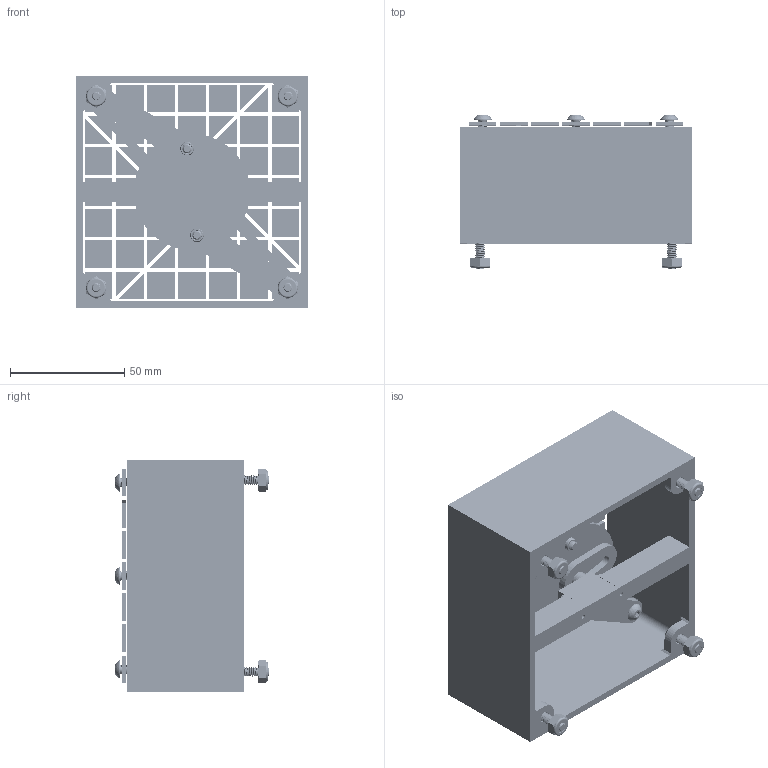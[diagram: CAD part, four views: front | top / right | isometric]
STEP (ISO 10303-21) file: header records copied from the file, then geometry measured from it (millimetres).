
FILE_DESCRIPTION(/* description */ (''),/* implementation_level */ '2;1');
FILE_NAME(/* name */ 'Unit.stp',/* time_stamp */ '2023-03-30T19:02:16-04:00',/* author */ ('byrne'),/* organization */ (''),/* preprocessor_version */ 'ST-DEVELOPER v18.1',/* originating_system */ 'Autodesk Inventor 2022',/* authorisation */ '');
FILE_SCHEMA (('AUTOMOTIVE_DESIGN { 1 0 10303 214 3 1 1 }'));
Length unit declared in the file: inch
Products named in the file (11): Unit; Frame; #39108; Thingy; arm for thingy; Standoffs; 93365A140_Tapered Heat-Set Inserts for Plastic; 98164A134_316 Stainless Steel Button Head Hex Drive Screw; Flasher; 98164A450_316 Stainless Steel Button Head Hex Drive Screw; 90633A009_Low-Strength Steel Thin Nylon-Insert Locknut
Assembly tree (30 placements, depth 2):
  Unit
    Frame
    #39108
    Thingy
    arm for thingy  x2
    Standoffs  x2
    93365A140_Tapered Heat-Set Inserts for Plastic  x7
    98164A134_316 Stainless Steel Button Head Hex Drive Screw  x7
    Flasher
    98164A450_316 Stainless Steel Button Head Hex Drive Screw  x4
    90633A009_Low-Strength Steel Thin Nylon-Insert Locknut  x4
Bounding box: 101.6 x 67.3 x 101.6 mm (x, y, z)
Volume: 110620 mm3; surface area: 87824.1 mm2
Topology: 94 solids, 94 shells, 3789 faces, 8846 edges, 5303 vertices
Faces by surface type: plane 1140, cylinder 1060, bspline 1044, cone 270, torus 264, sphere 11
Full cylindrical faces by diameter (mm): 2 x2, 2.032 x2, 3.134 x170, 3.413 x1, 3.452 x4, 3.551 x12, 4.166 x204, 4.318 x8, 5.105 x4, 5.283 x5, 5.339 x7, 5.364 x4, 6.096 x7, 6.35 x7, 7.9 x1, 7.925 x11, 12.7 x1, 12.903 x2, 50.8 x1
Entity records: 38762 total; most frequent: CARTESIAN_POINT 16756, ORIENTED_EDGE 4588, DIRECTION 4124, EDGE_CURVE 2294, VERTEX_POINT 1429, AXIS2_PLACEMENT_3D 1413, LINE 1298, VECTOR 1298
